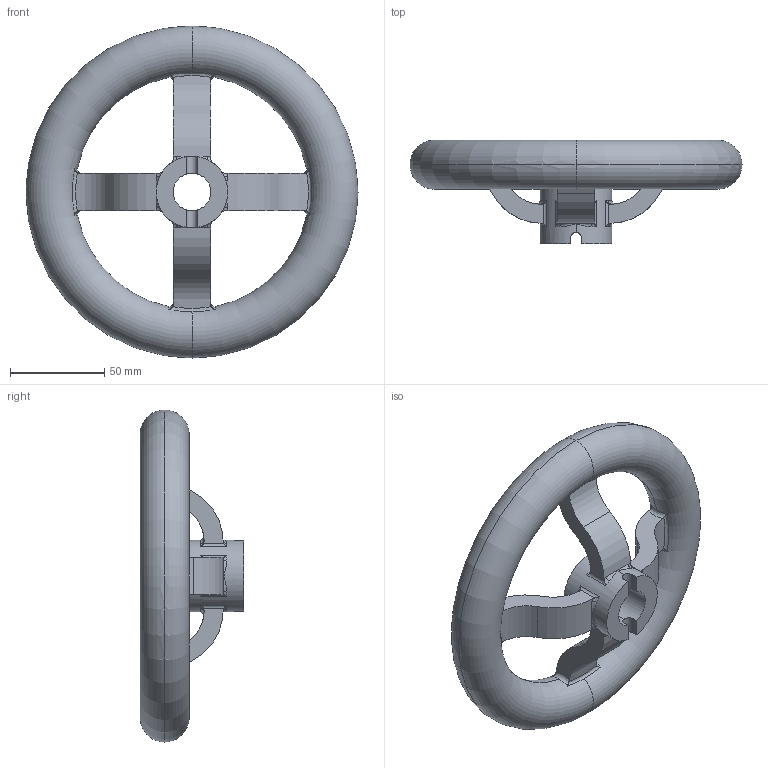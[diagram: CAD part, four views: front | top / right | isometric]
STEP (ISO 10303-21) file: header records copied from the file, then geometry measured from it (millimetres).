
FILE_DESCRIPTION (( 'STEP AP214' ), '1' );
FILE_NAME ('勤甸.STEP', '2017-11-15T06:40:41', ( '' ), ( '' ), 'SwSTEP 2.0', 'SolidWorks 2017', '' );
FILE_SCHEMA (( 'AUTOMOTIVE_DESIGN' ));
Length unit declared in the file: millimetre
Products named in the file (1): с菟伊e﹠ie
Bounding box: 176 x 54.96 x 176 mm (x, y, z)
Volume: 319047.8 mm3; surface area: 57169 mm2
Topology: 1 solids, 1 shells, 105 faces, 320 edges, 210 vertices
Faces by surface type: plane 31, cylinder 30, bspline 24, torus 20
Entity records: 5866 total; most frequent: CARTESIAN_POINT 3256, ORIENTED_EDGE 640, DIRECTION 426, EDGE_CURVE 320, VERTEX_POINT 210, AXIS2_PLACEMENT_3D 172, B_SPLINE_CURVE_WITH_KNOTS 148, EDGE_LOOP 108
